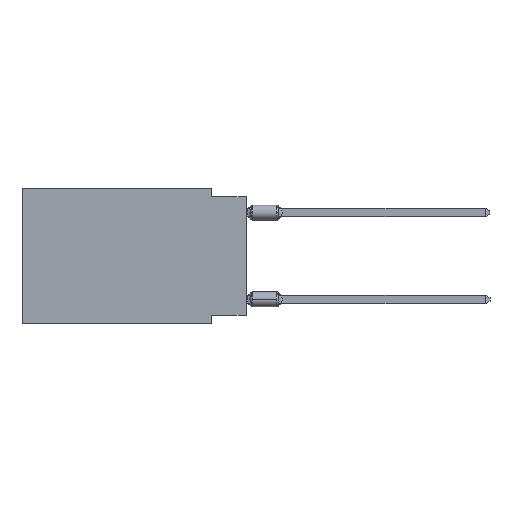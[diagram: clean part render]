
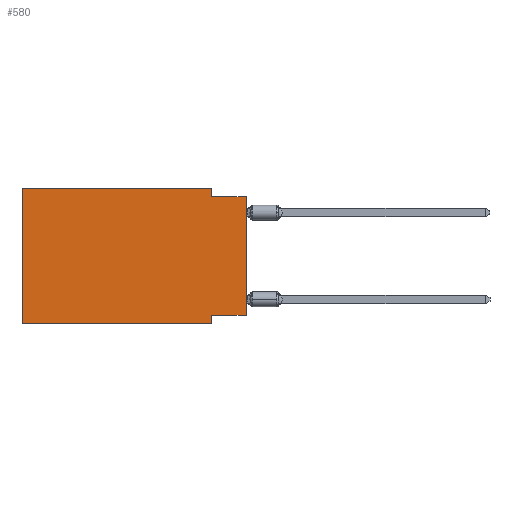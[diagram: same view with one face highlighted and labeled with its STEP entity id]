
A CAD part, left-side view. The second image highlights one B-rep face of the part: STEP entity #580.
In plain terms, the highlighted planar face has unit normal (-1, 0, 0).
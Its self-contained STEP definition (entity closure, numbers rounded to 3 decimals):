
#70 = PLANE ( 'NONE',  #11374 ) ;
#245 = LINE ( 'NONE', #2403, #13053 ) ;
#267 = EDGE_CURVE ( 'NONE', #6188, #10544, #4321, .T. ) ;
#426 = EDGE_CURVE ( 'NONE', #10882, #1509, #5906, .T. ) ;
#580 = ADVANCED_FACE ( 'NONE', ( #9896 ), #70, .F. ) ;
#770 = EDGE_CURVE ( 'NONE', #13856, #10544, #4381, .T. ) ;
#1169 = ORIENTED_EDGE ( 'NONE', *, *, #770, .T. ) ;
#1219 = ORIENTED_EDGE ( 'NONE', *, *, #2834, .F. ) ;
#1509 = VERTEX_POINT ( 'NONE', #7677 ) ;
#1603 = ORIENTED_EDGE ( 'NONE', *, *, #11258, .F. ) ;
#1692 = CARTESIAN_POINT ( 'NONE',  ( 0., 0., -9.271 ) ) ;
#2403 = CARTESIAN_POINT ( 'NONE',  ( 0., 0., -0.635 ) ) ;
#2834 = EDGE_CURVE ( 'NONE', #10272, #12742, #14731, .T. ) ;
#3167 = CARTESIAN_POINT ( 'NONE',  ( 0., 16.383, -9.906 ) ) ;
#3784 = EDGE_CURVE ( 'NONE', #13856, #10272, #10268, .T. ) ;
#3809 = CARTESIAN_POINT ( 'NONE',  ( 0., 16.383, 0. ) ) ;
#3828 = DIRECTION ( 'NONE',  ( 1., 0., 0. ) ) ;
#3903 = DIRECTION ( 'NONE',  ( 0., 0., -1. ) ) ;
#4285 = ORIENTED_EDGE ( 'NONE', *, *, #10901, .F. ) ;
#4321 = LINE ( 'NONE', #9101, #9838 ) ;
#4381 = LINE ( 'NONE', #3167, #13919 ) ;
#5097 = CARTESIAN_POINT ( 'NONE',  ( 0., 2.54, 0. ) ) ;
#5906 = LINE ( 'NONE', #8378, #8056 ) ;
#6080 = ORIENTED_EDGE ( 'NONE', *, *, #3784, .F. ) ;
#6152 = VECTOR ( 'NONE', #13953, 1000. ) ;
#6188 = VERTEX_POINT ( 'NONE', #14824 ) ;
#6480 = ORIENTED_EDGE ( 'NONE', *, *, #9810, .F. ) ;
#6558 = DIRECTION ( 'NONE',  ( 0., 1., 0. ) ) ;
#7677 = CARTESIAN_POINT ( 'NONE',  ( 0., 0., -0.635 ) ) ;
#7879 = DIRECTION ( 'NONE',  ( 0., 0., 1. ) ) ;
#8033 = DIRECTION ( 'NONE',  ( 0., -1., 0. ) ) ;
#8046 = CARTESIAN_POINT ( 'NONE',  ( 0., 2.54, 0. ) ) ;
#8056 = VECTOR ( 'NONE', #13323, 1000. ) ;
#8378 = CARTESIAN_POINT ( 'NONE',  ( 0., 0., 0. ) ) ;
#8521 = EDGE_LOOP ( 'NONE', ( #13674, #1603, #6480, #1219, #6080, #1169, #11842, #4285 ) ) ;
#8848 = CARTESIAN_POINT ( 'NONE',  ( 0., 16.383, 0. ) ) ;
#9079 = CARTESIAN_POINT ( 'NONE',  ( 0., 16.383, 0. ) ) ;
#9101 = CARTESIAN_POINT ( 'NONE',  ( 0., 2.54, -9.906 ) ) ;
#9810 = EDGE_CURVE ( 'NONE', #12742, #15327, #15130, .T. ) ;
#9838 = VECTOR ( 'NONE', #15063, 1000. ) ;
#9896 = FACE_OUTER_BOUND ( 'NONE', #8521, .T. ) ;
#10184 = CARTESIAN_POINT ( 'NONE',  ( 0., 16.383, -9.906 ) ) ;
#10268 = LINE ( 'NONE', #9079, #11342 ) ;
#10272 = VERTEX_POINT ( 'NONE', #15444 ) ;
#10375 = VECTOR ( 'NONE', #13537, 1000. ) ;
#10544 = VERTEX_POINT ( 'NONE', #11686 ) ;
#10882 = VERTEX_POINT ( 'NONE', #1692 ) ;
#10901 = EDGE_CURVE ( 'NONE', #10882, #6188, #14047, .T. ) ;
#11258 = EDGE_CURVE ( 'NONE', #15327, #1509, #245, .T. ) ;
#11342 = VECTOR ( 'NONE', #7879, 1000. ) ;
#11374 = AXIS2_PLACEMENT_3D ( 'NONE', #8848, #3828, #3903 ) ;
#11575 = CARTESIAN_POINT ( 'NONE',  ( 0., 0., -9.271 ) ) ;
#11686 = CARTESIAN_POINT ( 'NONE',  ( 0., 2.54, -9.906 ) ) ;
#11842 = ORIENTED_EDGE ( 'NONE', *, *, #267, .F. ) ;
#12742 = VERTEX_POINT ( 'NONE', #5097 ) ;
#12744 = CARTESIAN_POINT ( 'NONE',  ( 0., 2.54, -0.635 ) ) ;
#13053 = VECTOR ( 'NONE', #13572, 1000. ) ;
#13310 = VECTOR ( 'NONE', #6558, 1000. ) ;
#13323 = DIRECTION ( 'NONE',  ( 0., 0., 1. ) ) ;
#13537 = DIRECTION ( 'NONE',  ( 0., -1., 0. ) ) ;
#13572 = DIRECTION ( 'NONE',  ( 0., -1., 0. ) ) ;
#13674 = ORIENTED_EDGE ( 'NONE', *, *, #426, .T. ) ;
#13856 = VERTEX_POINT ( 'NONE', #10184 ) ;
#13919 = VECTOR ( 'NONE', #8033, 1000. ) ;
#13953 = DIRECTION ( 'NONE',  ( 0., 0., -1. ) ) ;
#14047 = LINE ( 'NONE', #11575, #13310 ) ;
#14731 = LINE ( 'NONE', #3809, #10375 ) ;
#14824 = CARTESIAN_POINT ( 'NONE',  ( 0., 2.54, -9.271 ) ) ;
#15063 = DIRECTION ( 'NONE',  ( 0., 0., -1. ) ) ;
#15130 = LINE ( 'NONE', #8046, #6152 ) ;
#15327 = VERTEX_POINT ( 'NONE', #12744 ) ;
#15444 = CARTESIAN_POINT ( 'NONE',  ( 0., 16.383, 0. ) ) ;
